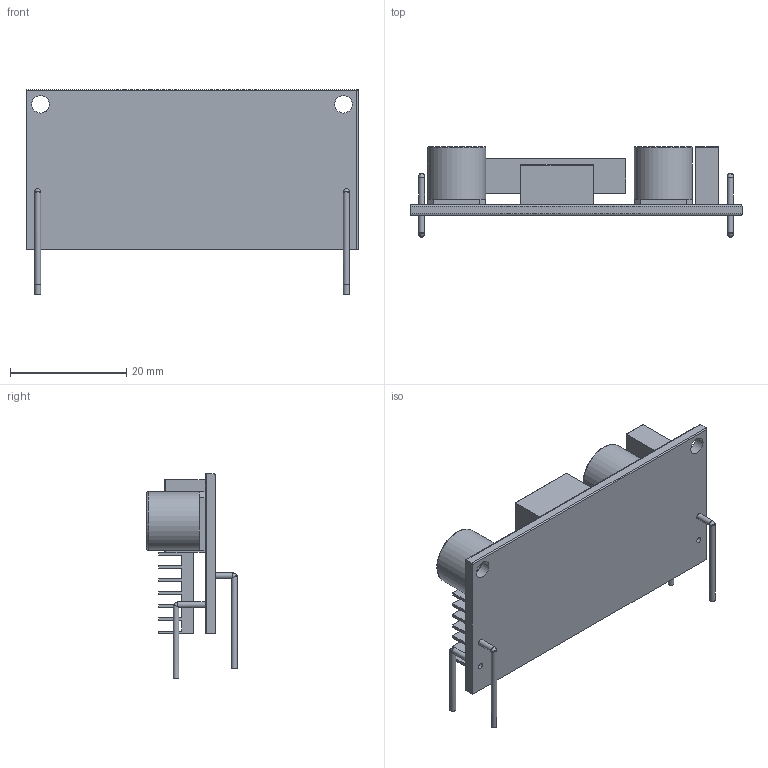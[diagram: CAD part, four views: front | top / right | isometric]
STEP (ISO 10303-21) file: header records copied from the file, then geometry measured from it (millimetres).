
FILE_DESCRIPTION(/* description */ (''),/* implementation_level */ '2;1');
FILE_NAME(/* name */ 'DC_DC_STEP_UP v18.step',/* time_stamp */ '2018-06-05T18:03:33+02:00',/* author */ ('alexandre.masny'),/* organization */ (''),/* preprocessor_version */ 'ST-DEVELOPER v17',/* originating_system */ 'Autodesk Translation Framework v7.1.0.215',/* authorisation */ '');
FILE_SCHEMA (('AUTOMOTIVE_DESIGN { 1 0 10303 214 3 1 1 }'));
Length unit declared in the file: millimetre
Products named in the file (9): DC_DC_STEP_UP; Chladic; PCB; Coil; cap1; cap2; Bourns; BluewireGND (1); BluewireGND
Assembly tree (10 placements, depth 2):
  DC_DC_STEP_UP
    Chladic
    PCB
    Coil
    cap1
    cap2
    BluewireGND  x2
    BluewireGND (1)  x2
    Bourns
Bounding box: 57 x 15.5 x 35.1 mm (x, y, z)
Volume: 7219.2 mm3; surface area: 8625.8 mm2
Topology: 10 solids, 10 shells, 124 faces, 283 edges, 179 vertices
Faces by surface type: plane 80, cylinder 38, torus 6
Full cylindrical faces by diameter (mm): 1 x12, 3 x2, 10 x2
Entity records: 3504 total; most frequent: CARTESIAN_POINT 613, DIRECTION 566, ORIENTED_EDGE 514, EDGE_CURVE 257, LINE 190, VECTOR 190, AXIS2_PLACEMENT_3D 188, VERTEX_POINT 163
